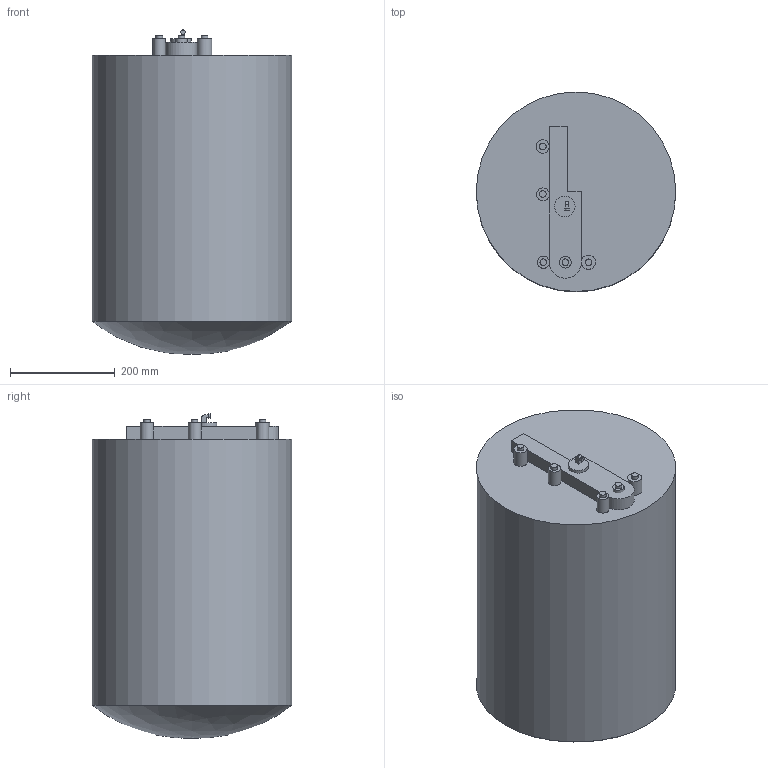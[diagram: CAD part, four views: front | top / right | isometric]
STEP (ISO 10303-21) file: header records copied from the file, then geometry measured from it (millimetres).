
FILE_DESCRIPTION(/* description */ (''),/* implementation_level */ '2;1');
FILE_NAME(/* name */ 'DrinkingWater.stp',/* time_stamp */ '2019-10-07T13:48:21-04:00',/* author */ (''),/* organization */ (''),/* preprocessor_version */ 'ST-DEVELOPER v16.7',/* originating_system */ 'SIEMENS PLM Software NX 1872',/* authorisation */ '');
FILE_SCHEMA (('AUTOMOTIVE_DESIGN { 1 0 10303 214 3 1 1 1 }'));
Length unit declared in the file: inch
Products named in the file (1): DrinkingWater
Bounding box: 381 x 381 x 618.98 mm (x, y, z)
Volume: 62177936.9 mm3; surface area: 1144984.5 mm2
Topology: 16 solids, 16 shells, 59 faces, 84 edges, 56 vertices
Faces by surface type: plane 41, cylinder 15, extrusion 2, bspline 1
Full cylindrical faces by diameter (mm): 8.231 x1, 12.7 x5, 22.235 x1, 23.322 x1, 24.458 x1, 25.4 x1, 27.378 x1, 39.279 x1, 381 x1
Entity records: 1325 total; most frequent: CARTESIAN_POINT 230, DIRECTION 212, ORIENTED_EDGE 138, AXIS2_PLACEMENT_3D 88, EDGE_LOOP 72, EDGE_CURVE 69, ADVANCED_FACE 59, VERTEX_POINT 56
